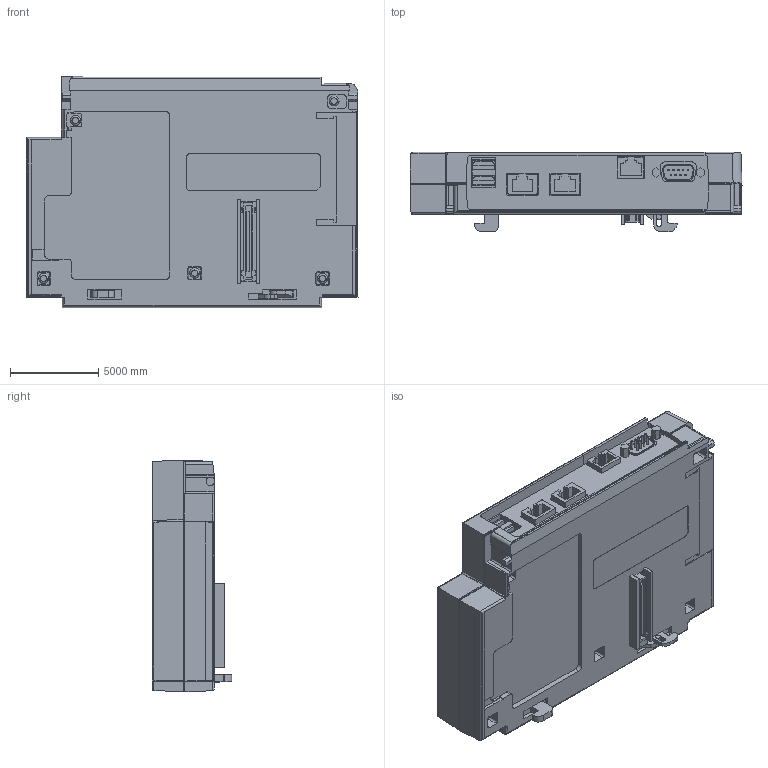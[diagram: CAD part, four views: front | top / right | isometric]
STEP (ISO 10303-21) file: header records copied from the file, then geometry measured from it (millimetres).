
FILE_DESCRIPTION(('STEP AP242'),'1');
FILE_NAME('hmig3u.stp','2019-05-23T14:23:59',('TraceParts'),('TraceParts S.A.'),'Spatial InterOp 3D',' ',' ');
FILE_SCHEMA(('AP242_MANAGED_MODEL_BASED_3D_ENGINEERING_MIM_LF {1 0 10303 442 1 1 4}'));
Length unit declared in the file: decimetre
Products named in the file (1): hmig3u_1
Bounding box: 18805.67 x 4500 x 13105.2 mm (x, y, z)
Volume: 754822557159.2 mm3; surface area: 889682690.4 mm2
Topology: 10 solids, 10 shells, 1402 faces, 3786 edges, 2508 vertices
Faces by surface type: plane 940, cylinder 428, torus 15, bspline 13, extrusion 6
Entity records: 57744 total; most frequent: CARTESIAN_POINT 10649, ORIENTED_EDGE 7572, DIRECTION 7224, EDGE_CURVE 3786, VECTOR 2840, LINE 2834, VERTEX_POINT 2508, AXIS2_PLACEMENT_3D 2192
